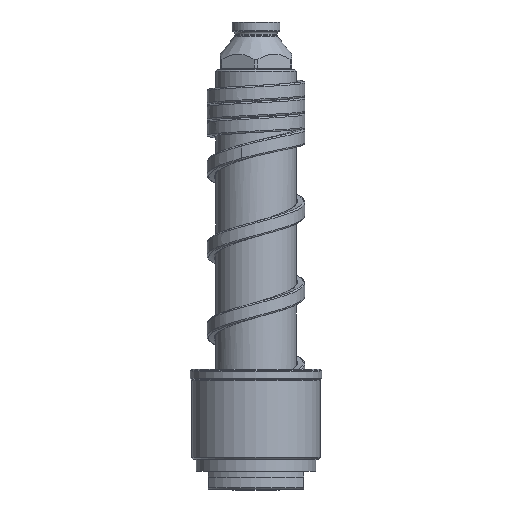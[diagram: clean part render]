
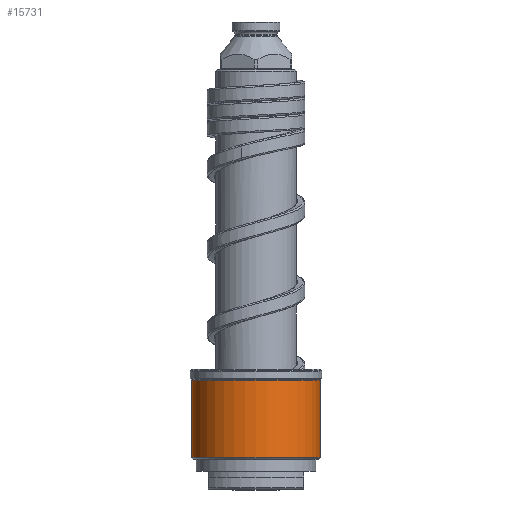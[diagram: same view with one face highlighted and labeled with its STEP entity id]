
A CAD part, front view. The second image highlights one B-rep face of the part: STEP entity #15731.
In plain terms, the highlighted cylindrical face has radius 21.5 mm (diameter 43 mm), a partial arc.
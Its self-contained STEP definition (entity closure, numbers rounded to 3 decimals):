
#6062=CARTESIAN_POINT('',(0.,0.,10.583));
#6063=DIRECTION('',(0.,0.,1.));
#6064=DIRECTION('',(-1.,0.,0.));
#6065=AXIS2_PLACEMENT_3D('',#6062,#6063,#6064);
#6067=DIRECTION('',(0.,0.,-1.));
#6068=VECTOR('',#6067,25.834);
#6069=CARTESIAN_POINT('',(-21.5,0.,36.417));
#6070=LINE('',#6069,#6068);
#6071=CARTESIAN_POINT('',(0.,0.,36.417));
#6072=DIRECTION('',(0.,0.,1.));
#6073=DIRECTION('',(-1.,0.,0.));
#6074=AXIS2_PLACEMENT_3D('',#6071,#6072,#6073);
#6076=DIRECTION('',(0.,0.,-1.));
#6077=VECTOR('',#6076,25.834);
#6078=CARTESIAN_POINT('',(21.5,0.,36.417));
#6079=LINE('',#6078,#6077);
#6423=CARTESIAN_POINT('',(21.5,0.,36.417));
#6424=CARTESIAN_POINT('',(-21.5,0.,36.417));
#6425=VERTEX_POINT('',#6423);
#6426=VERTEX_POINT('',#6424);
#6449=CARTESIAN_POINT('',(21.5,0.,10.583));
#6450=VERTEX_POINT('',#6449);
#6451=CARTESIAN_POINT('',(-21.5,0.,10.583));
#6452=VERTEX_POINT('',#6451);
#15719=CARTESIAN_POINT('',(0.,0.,8.5));
#15720=DIRECTION('',(0.,0.,1.));
#15721=DIRECTION('',(-1.,0.,0.));
#15722=AXIS2_PLACEMENT_3D('',#15719,#15720,#15721);
#15723=CYLINDRICAL_SURFACE('',#15722,21.5);
#15724=ORIENTED_EDGE('',*,*,#14152,.F.);
#15725=ORIENTED_EDGE('',*,*,#14133,.F.);
#15727=ORIENTED_EDGE('',*,*,#15726,.T.);
#15728=ORIENTED_EDGE('',*,*,#14129,.T.);
#15729=EDGE_LOOP('',(#15724,#15725,#15727,#15728));
#15730=FACE_OUTER_BOUND('',#15729,.F.);
#6066=CIRCLE('',#6065,21.5);
#6075=CIRCLE('',#6074,21.5);
#14129=EDGE_CURVE('',#6425,#6450,#6079,.T.);
#14133=EDGE_CURVE('',#6426,#6452,#6070,.T.);
#14152=EDGE_CURVE('',#6452,#6450,#6066,.T.);
#15726=EDGE_CURVE('',#6426,#6425,#6075,.T.);
#15731=ADVANCED_FACE('',(#15730),#15723,.T.);
